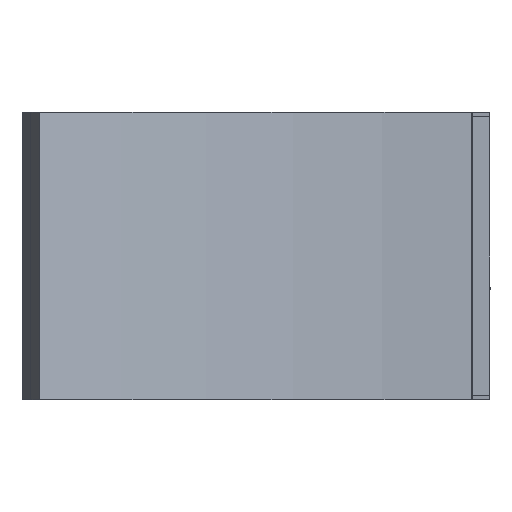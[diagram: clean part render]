
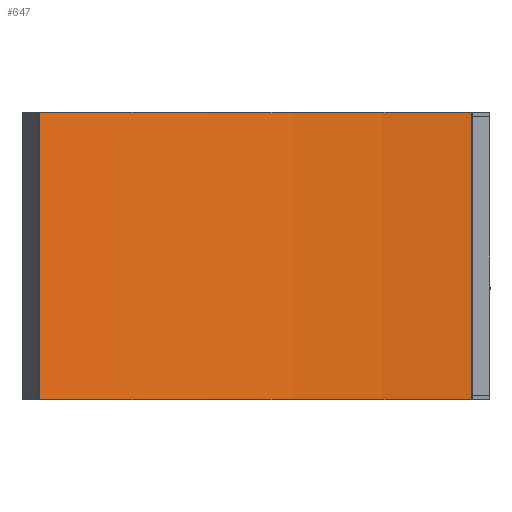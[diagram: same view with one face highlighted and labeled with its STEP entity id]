
A CAD part, front view. The second image highlights one B-rep face of the part: STEP entity #647.
In plain terms, the highlighted cylindrical face has radius 157.956 mm (diameter 315.912 mm), a partial arc.
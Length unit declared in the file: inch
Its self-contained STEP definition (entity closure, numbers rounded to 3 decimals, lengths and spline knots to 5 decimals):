
#58 = CARTESIAN_POINT ( 'NONE',  ( 0., 0., -2. ) ) ;
#81 = CIRCLE ( 'NONE', #1390, 6.21875 ) ;
#89 = LINE ( 'NONE', #1937, #2365 ) ;
#115 = CARTESIAN_POINT ( 'NONE',  ( 0., 0., -2. ) ) ;
#159 = CARTESIAN_POINT ( 'NONE',  ( 0., 0., 0. ) ) ;
#160 = ORIENTED_EDGE ( 'NONE', *, *, #2294, .T. ) ;
#267 = AXIS2_PLACEMENT_3D ( 'NONE', #115, #1138, #2230 ) ;
#351 = ORIENTED_EDGE ( 'NONE', *, *, #1646, .F. ) ;
#435 = CARTESIAN_POINT ( 'NONE',  ( -2.85677, 5.52374, -2. ) ) ;
#515 = LINE ( 'NONE', #1329, #1785 ) ;
#647 = ADVANCED_FACE ( 'NONE', ( #2428 ), #1798, .F. ) ;
#695 = CARTESIAN_POINT ( 'NONE',  ( 0.1462, 6.21703, -2. ) ) ;
#757 = DIRECTION ( 'NONE',  ( 0., 0., 1. ) ) ;
#1076 = EDGE_CURVE ( 'NONE', #2601, #2396, #81, .T. ) ;
#1138 = DIRECTION ( 'NONE',  ( 0., 0., 1. ) ) ;
#1329 = CARTESIAN_POINT ( 'NONE',  ( 0.1462, 6.21703, -2. ) ) ;
#1390 = AXIS2_PLACEMENT_3D ( 'NONE', #159, #1409, #1833 ) ;
#1396 = AXIS2_PLACEMENT_3D ( 'NONE', #58, #1730, #2583 ) ;
#1409 = DIRECTION ( 'NONE',  ( 0., 0., -1. ) ) ;
#1450 = EDGE_CURVE ( 'NONE', #2136, #2396, #515, .T. ) ;
#1489 = CARTESIAN_POINT ( 'NONE',  ( -2.85677, 5.52374, 0. ) ) ;
#1549 = DIRECTION ( 'NONE',  ( 0., 0., 1. ) ) ;
#1646 = EDGE_CURVE ( 'NONE', #1655, #2601, #89, .T. ) ;
#1655 = VERTEX_POINT ( 'NONE', #435 ) ;
#1730 = DIRECTION ( 'NONE',  ( 0., 0., -1. ) ) ;
#1785 = VECTOR ( 'NONE', #757, 39.37008 ) ;
#1798 = CYLINDRICAL_SURFACE ( 'NONE', #267, 6.21875 ) ;
#1833 = DIRECTION ( 'NONE',  ( 1., 0., 0. ) ) ;
#1862 = EDGE_LOOP ( 'NONE', ( #2676, #351, #160, #1961 ) ) ;
#1937 = CARTESIAN_POINT ( 'NONE',  ( -2.85677, 5.52374, -2. ) ) ;
#1961 = ORIENTED_EDGE ( 'NONE', *, *, #1450, .T. ) ;
#2136 = VERTEX_POINT ( 'NONE', #695 ) ;
#2217 = CARTESIAN_POINT ( 'NONE',  ( 0.1462, 6.21703, 0. ) ) ;
#2230 = DIRECTION ( 'NONE',  ( 1., 0., 0. ) ) ;
#2294 = EDGE_CURVE ( 'NONE', #1655, #2136, #2586, .T. ) ;
#2365 = VECTOR ( 'NONE', #1549, 39.37008 ) ;
#2396 = VERTEX_POINT ( 'NONE', #2217 ) ;
#2428 = FACE_OUTER_BOUND ( 'NONE', #1862, .T. ) ;
#2583 = DIRECTION ( 'NONE',  ( 1., 0., 0. ) ) ;
#2586 = CIRCLE ( 'NONE', #1396, 6.21875 ) ;
#2601 = VERTEX_POINT ( 'NONE', #1489 ) ;
#2676 = ORIENTED_EDGE ( 'NONE', *, *, #1076, .F. ) ;
